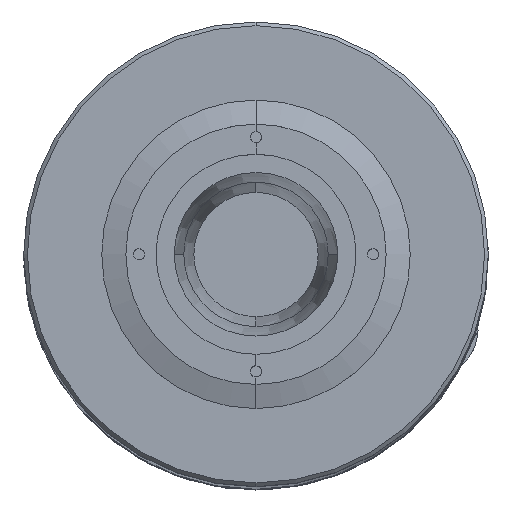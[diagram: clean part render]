
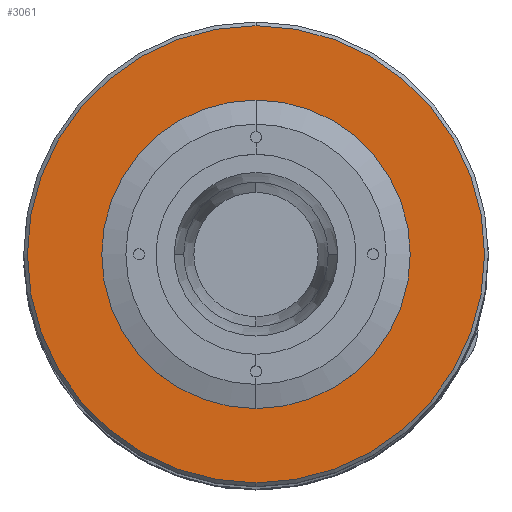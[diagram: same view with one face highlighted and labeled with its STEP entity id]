
A CAD part, top view. The second image highlights one B-rep face of the part: STEP entity #3061.
In plain terms, the highlighted face is planar.
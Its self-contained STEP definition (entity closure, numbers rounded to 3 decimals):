
#77 = EDGE_CURVE ( 'NONE', #7480, #1027, #3847, .T. ) ;
#132 = ORIENTED_EDGE ( 'NONE', *, *, #4993, .F. ) ;
#171 = DIRECTION ( 'NONE',  ( 0., -1., 0. ) ) ;
#440 = CIRCLE ( 'NONE', #1169, 61.5 ) ;
#497 = FACE_BOUND ( 'NONE', #2312, .T. ) ;
#613 = VERTEX_POINT ( 'NONE', #7496 ) ;
#754 = PLANE ( 'NONE',  #5313 ) ;
#1027 = VERTEX_POINT ( 'NONE', #7362 ) ;
#1169 = AXIS2_PLACEMENT_3D ( 'NONE', #5267, #2721, #4010 ) ;
#1334 = CARTESIAN_POINT ( 'NONE',  ( 7., 0., 0. ) ) ;
#1411 = EDGE_CURVE ( 'NONE', #613, #4378, #440, .T. ) ;
#1555 = DIRECTION ( 'NONE',  ( 0., 1., 0. ) ) ;
#1682 = CIRCLE ( 'NONE', #7074, 61.5 ) ;
#2312 = EDGE_LOOP ( 'NONE', ( #6880, #3910 ) ) ;
#2721 = DIRECTION ( 'NONE',  ( 1., 0., 0. ) ) ;
#2850 = CARTESIAN_POINT ( 'NONE',  ( 7., 0., 0. ) ) ;
#2961 = CARTESIAN_POINT ( 'NONE',  ( 7., -36.5, 0. ) ) ;
#3061 = ADVANCED_FACE ( 'NONE', ( #497, #3766 ), #754, .T. ) ;
#3199 = CARTESIAN_POINT ( 'NONE',  ( 7., -61.5, 0. ) ) ;
#3359 = DIRECTION ( 'NONE',  ( -1., 0., 0. ) ) ;
#3392 = CARTESIAN_POINT ( 'NONE',  ( 7., 0., 0. ) ) ;
#3766 = FACE_OUTER_BOUND ( 'NONE', #6117, .T. ) ;
#3847 = CIRCLE ( 'NONE', #6837, 36.5 ) ;
#3910 = ORIENTED_EDGE ( 'NONE', *, *, #77, .T. ) ;
#4010 = DIRECTION ( 'NONE',  ( 0., 1., 0. ) ) ;
#4378 = VERTEX_POINT ( 'NONE', #3199 ) ;
#4494 = EDGE_CURVE ( 'NONE', #1027, #7480, #7954, .T. ) ;
#4902 = ORIENTED_EDGE ( 'NONE', *, *, #1411, .F. ) ;
#4993 = EDGE_CURVE ( 'NONE', #4378, #613, #1682, .T. ) ;
#5095 = DIRECTION ( 'NONE',  ( 0., 1., 0. ) ) ;
#5267 = CARTESIAN_POINT ( 'NONE',  ( 7., 0., 0. ) ) ;
#5313 = AXIS2_PLACEMENT_3D ( 'NONE', #7665, #3359, #171 ) ;
#5316 = AXIS2_PLACEMENT_3D ( 'NONE', #2850, #7182, #1555 ) ;
#6117 = EDGE_LOOP ( 'NONE', ( #4902, #132 ) ) ;
#6378 = DIRECTION ( 'NONE',  ( 1., 0., 0. ) ) ;
#6500 = DIRECTION ( 'NONE',  ( 1., 0., 0. ) ) ;
#6579 = DIRECTION ( 'NONE',  ( 0., 1., 0. ) ) ;
#6837 = AXIS2_PLACEMENT_3D ( 'NONE', #1334, #6378, #5095 ) ;
#6880 = ORIENTED_EDGE ( 'NONE', *, *, #4494, .T. ) ;
#7074 = AXIS2_PLACEMENT_3D ( 'NONE', #3392, #6500, #6579 ) ;
#7182 = DIRECTION ( 'NONE',  ( 1., 0., 0. ) ) ;
#7362 = CARTESIAN_POINT ( 'NONE',  ( 7., 36.5, 0. ) ) ;
#7480 = VERTEX_POINT ( 'NONE', #2961 ) ;
#7496 = CARTESIAN_POINT ( 'NONE',  ( 7., 61.5, 0. ) ) ;
#7665 = CARTESIAN_POINT ( 'NONE',  ( 7., 61.5, 0. ) ) ;
#7954 = CIRCLE ( 'NONE', #5316, 36.5 ) ;
